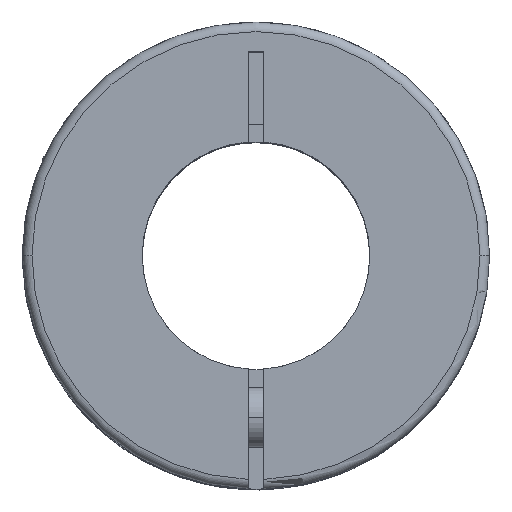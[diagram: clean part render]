
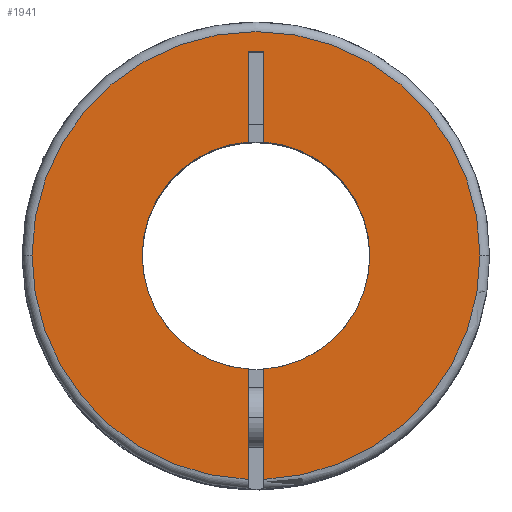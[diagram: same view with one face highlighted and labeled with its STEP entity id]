
A CAD part, top view. The second image highlights one B-rep face of the part: STEP entity #1941.
In plain terms, the highlighted planar face has unit normal (0, 0, 1).
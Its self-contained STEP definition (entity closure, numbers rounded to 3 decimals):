
#90 = ORIENTED_EDGE ( 'NONE', *, *, #3990, .F. ) ;
#153 = VECTOR ( 'NONE', #836, 1000. ) ;
#167 = ORIENTED_EDGE ( 'NONE', *, *, #4372, .F. ) ;
#307 = EDGE_CURVE ( 'NONE', #1970, #1837, #3896, .T. ) ;
#314 = DIRECTION ( 'NONE',  ( 0., 0., -1. ) ) ;
#334 = CARTESIAN_POINT ( 'NONE',  ( -0.65, -9.478, 0. ) ) ;
#357 = CARTESIAN_POINT ( 'NONE',  ( 0.65, 17., 0. ) ) ;
#466 = EDGE_CURVE ( 'NONE', #3914, #2960, #2768, .T. ) ;
#471 = EDGE_LOOP ( 'NONE', ( #911, #568, #2934, #2913, #90, #4018, #1355, #2380, #167, #1457, #2049 ) ) ;
#568 = ORIENTED_EDGE ( 'NONE', *, *, #3446, .F. ) ;
#575 = CIRCLE ( 'NONE', #1444, 18.7 ) ;
#593 = CARTESIAN_POINT ( 'NONE',  ( -0.65, 17., 0. ) ) ;
#665 = DIRECTION ( 'NONE',  ( 0., -1., 0. ) ) ;
#718 = AXIS2_PLACEMENT_3D ( 'NONE', #2873, #4235, #3910 ) ;
#727 = CARTESIAN_POINT ( 'NONE',  ( 0., 0., 0. ) ) ;
#743 = LINE ( 'NONE', #1471, #153 ) ;
#749 = EDGE_CURVE ( 'NONE', #4186, #1970, #1731, .T. ) ;
#800 = AXIS2_PLACEMENT_3D ( 'NONE', #3406, #1291, #1727 ) ;
#810 = VECTOR ( 'NONE', #3492, 1000. ) ;
#836 = DIRECTION ( 'NONE',  ( 0., 1., 0. ) ) ;
#837 = AXIS2_PLACEMENT_3D ( 'NONE', #981, #3825, #2056 ) ;
#911 = ORIENTED_EDGE ( 'NONE', *, *, #1597, .F. ) ;
#938 = VERTEX_POINT ( 'NONE', #2455 ) ;
#939 = CARTESIAN_POINT ( 'NONE',  ( 0., 0., 0. ) ) ;
#981 = CARTESIAN_POINT ( 'NONE',  ( 0., 0., 0. ) ) ;
#1146 = AXIS2_PLACEMENT_3D ( 'NONE', #2403, #4473, #2337 ) ;
#1161 = VECTOR ( 'NONE', #2132, 1000. ) ;
#1224 = CARTESIAN_POINT ( 'NONE',  ( 0.65, -19.5, 0. ) ) ;
#1286 = CARTESIAN_POINT ( 'NONE',  ( 0.65, 17., 0. ) ) ;
#1291 = DIRECTION ( 'NONE',  ( 0., 0., -1. ) ) ;
#1311 = LINE ( 'NONE', #3510, #810 ) ;
#1355 = ORIENTED_EDGE ( 'NONE', *, *, #2360, .F. ) ;
#1444 = AXIS2_PLACEMENT_3D ( 'NONE', #727, #314, #2133 ) ;
#1457 = ORIENTED_EDGE ( 'NONE', *, *, #2250, .F. ) ;
#1471 = CARTESIAN_POINT ( 'NONE',  ( 0.65, -19.5, 0. ) ) ;
#1510 = CIRCLE ( 'NONE', #800, 9.5 ) ;
#1577 = VERTEX_POINT ( 'NONE', #2774 ) ;
#1597 = EDGE_CURVE ( 'NONE', #2669, #3292, #4289, .T. ) ;
#1646 = DIRECTION ( 'NONE',  ( -1., 0., 0. ) ) ;
#1710 = FACE_OUTER_BOUND ( 'NONE', #471, .T. ) ;
#1727 = DIRECTION ( 'NONE',  ( -1., 0., 0. ) ) ;
#1731 = CIRCLE ( 'NONE', #1146, 9.5 ) ;
#1837 = VERTEX_POINT ( 'NONE', #2525 ) ;
#1920 = VECTOR ( 'NONE', #665, 1000. ) ;
#1941 = ADVANCED_FACE ( 'NONE', ( #1710 ), #4151, .F. ) ;
#1970 = VERTEX_POINT ( 'NONE', #2035 ) ;
#2002 = DIRECTION ( 'NONE',  ( 0., 0., -1. ) ) ;
#2024 = DIRECTION ( 'NONE',  ( 0., 0., -1. ) ) ;
#2032 = VERTEX_POINT ( 'NONE', #4513 ) ;
#2035 = CARTESIAN_POINT ( 'NONE',  ( -9.5, 0., 0. ) ) ;
#2049 = ORIENTED_EDGE ( 'NONE', *, *, #2653, .F. ) ;
#2056 = DIRECTION ( 'NONE',  ( 0., -1., 0. ) ) ;
#2088 = CARTESIAN_POINT ( 'NONE',  ( -0.65, -18.689, 0. ) ) ;
#2132 = DIRECTION ( 'NONE',  ( -1., 0., 0. ) ) ;
#2133 = DIRECTION ( 'NONE',  ( -1., 0., 0. ) ) ;
#2183 = AXIS2_PLACEMENT_3D ( 'NONE', #939, #2002, #1646 ) ;
#2237 = CARTESIAN_POINT ( 'NONE',  ( -18.7, 0., 0. ) ) ;
#2250 = EDGE_CURVE ( 'NONE', #1577, #3315, #4536, .T. ) ;
#2316 = CARTESIAN_POINT ( 'NONE',  ( 0.65, -18.689, 0. ) ) ;
#2337 = DIRECTION ( 'NONE',  ( -1., 0., 0. ) ) ;
#2360 = EDGE_CURVE ( 'NONE', #938, #3914, #4084, .T. ) ;
#2380 = ORIENTED_EDGE ( 'NONE', *, *, #2601, .T. ) ;
#2403 = CARTESIAN_POINT ( 'NONE',  ( 0., 0., 0. ) ) ;
#2455 = CARTESIAN_POINT ( 'NONE',  ( 0.65, 9.478, 0. ) ) ;
#2525 = CARTESIAN_POINT ( 'NONE',  ( -0.65, 9.478, 0. ) ) ;
#2601 = EDGE_CURVE ( 'NONE', #938, #2032, #1510, .T. ) ;
#2653 = EDGE_CURVE ( 'NONE', #3292, #1577, #575, .T. ) ;
#2669 = VERTEX_POINT ( 'NONE', #2088 ) ;
#2768 = LINE ( 'NONE', #357, #1161 ) ;
#2774 = CARTESIAN_POINT ( 'NONE',  ( 18.7, 0., 0. ) ) ;
#2873 = CARTESIAN_POINT ( 'NONE',  ( 0., 0., 0. ) ) ;
#2913 = ORIENTED_EDGE ( 'NONE', *, *, #307, .T. ) ;
#2934 = ORIENTED_EDGE ( 'NONE', *, *, #749, .T. ) ;
#2960 = VERTEX_POINT ( 'NONE', #4442 ) ;
#3008 = DIRECTION ( 'NONE',  ( 0., 1., 0. ) ) ;
#3292 = VERTEX_POINT ( 'NONE', #2237 ) ;
#3315 = VERTEX_POINT ( 'NONE', #2316 ) ;
#3406 = CARTESIAN_POINT ( 'NONE',  ( 0., 0., 0. ) ) ;
#3440 = DIRECTION ( 'NONE',  ( -1., 0., 0. ) ) ;
#3446 = EDGE_CURVE ( 'NONE', #4186, #2669, #1311, .T. ) ;
#3461 = CARTESIAN_POINT ( 'NONE',  ( 0., 0., 0. ) ) ;
#3486 = LINE ( 'NONE', #593, #1920 ) ;
#3492 = DIRECTION ( 'NONE',  ( 0., -1., 0. ) ) ;
#3510 = CARTESIAN_POINT ( 'NONE',  ( -0.65, 17., 0. ) ) ;
#3597 = VECTOR ( 'NONE', #3008, 1000. ) ;
#3643 = AXIS2_PLACEMENT_3D ( 'NONE', #3461, #2024, #3440 ) ;
#3825 = DIRECTION ( 'NONE',  ( 0., 0., -1. ) ) ;
#3896 = CIRCLE ( 'NONE', #2183, 9.5 ) ;
#3910 = DIRECTION ( 'NONE',  ( -1., 0., 0. ) ) ;
#3914 = VERTEX_POINT ( 'NONE', #1286 ) ;
#3990 = EDGE_CURVE ( 'NONE', #2960, #1837, #3486, .T. ) ;
#4018 = ORIENTED_EDGE ( 'NONE', *, *, #466, .F. ) ;
#4084 = LINE ( 'NONE', #1224, #3597 ) ;
#4151 = PLANE ( 'NONE',  #837 ) ;
#4186 = VERTEX_POINT ( 'NONE', #334 ) ;
#4235 = DIRECTION ( 'NONE',  ( 0., 0., -1. ) ) ;
#4289 = CIRCLE ( 'NONE', #3643, 18.7 ) ;
#4372 = EDGE_CURVE ( 'NONE', #3315, #2032, #743, .T. ) ;
#4442 = CARTESIAN_POINT ( 'NONE',  ( -0.65, 17., 0. ) ) ;
#4473 = DIRECTION ( 'NONE',  ( 0., 0., -1. ) ) ;
#4513 = CARTESIAN_POINT ( 'NONE',  ( 0.65, -9.478, 0. ) ) ;
#4536 = CIRCLE ( 'NONE', #718, 18.7 ) ;
